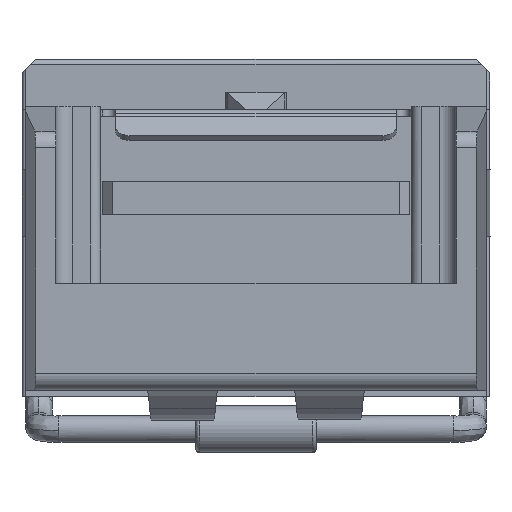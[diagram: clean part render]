
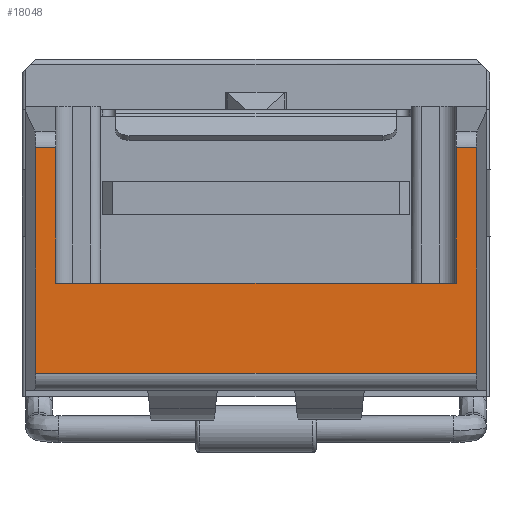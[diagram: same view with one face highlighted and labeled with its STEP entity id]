
A CAD part, left-side view. The second image highlights one B-rep face of the part: STEP entity #18048.
In plain terms, the highlighted planar face has unit normal (-1, 0, 0).
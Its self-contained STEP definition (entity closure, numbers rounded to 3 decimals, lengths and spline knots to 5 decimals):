
#558 = ORIENTED_EDGE ( 'NONE', *, *, #32518, .F. ) ;
#673 = VECTOR ( 'NONE', #8509, 39.37008 ) ;
#1151 = EDGE_CURVE ( 'NONE', #41383, #7296, #24408, .T. ) ;
#1458 = DIRECTION ( 'NONE',  ( 0., 0., -1. ) ) ;
#1581 = ORIENTED_EDGE ( 'NONE', *, *, #12103, .F. ) ;
#1936 = LINE ( 'NONE', #10945, #23795 ) ;
#2384 = VECTOR ( 'NONE', #21365, 39.37008 ) ;
#2588 = LINE ( 'NONE', #2780, #22968 ) ;
#2780 = CARTESIAN_POINT ( 'NONE',  ( -1.24053, -0.15866, 0.33861 ) ) ;
#2960 = VERTEX_POINT ( 'NONE', #36105 ) ;
#5462 = CARTESIAN_POINT ( 'NONE',  ( -1.24053, 0.36496, 0.11859 ) ) ;
#7296 = VERTEX_POINT ( 'NONE', #38928 ) ;
#7453 = EDGE_CURVE ( 'NONE', #8733, #15816, #18455, .T. ) ;
#7487 = VERTEX_POINT ( 'NONE', #34110 ) ;
#8151 = CARTESIAN_POINT ( 'NONE',  ( -1.24053, 0.3374, 0.16732 ) ) ;
#8509 = DIRECTION ( 'NONE',  ( 0., 0., 1. ) ) ;
#8733 = VERTEX_POINT ( 'NONE', #14874 ) ;
#9002 = PLANE ( 'NONE',  #11593 ) ;
#10015 = ORIENTED_EDGE ( 'NONE', *, *, #17928, .F. ) ;
#10690 = DIRECTION ( 'NONE',  ( 0., 0., 1. ) ) ;
#10868 = ORIENTED_EDGE ( 'NONE', *, *, #33276, .F. ) ;
#10873 = EDGE_CURVE ( 'NONE', #7296, #7487, #15812, .T. ) ;
#10945 = CARTESIAN_POINT ( 'NONE',  ( -1.24053, 0.36496, -0.04134 ) ) ;
#10983 = CARTESIAN_POINT ( 'NONE',  ( -1.24053, 0.36102, -0.14764 ) ) ;
#11306 = EDGE_CURVE ( 'NONE', #15816, #13938, #2588, .T. ) ;
#11593 = AXIS2_PLACEMENT_3D ( 'NONE', #24289, #31144, #33886 ) ;
#12093 = CARTESIAN_POINT ( 'NONE',  ( -1.24053, -0.13504, -0.04134 ) ) ;
#12103 = EDGE_CURVE ( 'NONE', #13938, #41383, #26233, .T. ) ;
#12372 = VECTOR ( 'NONE', #1458, 39.37008 ) ;
#12630 = CARTESIAN_POINT ( 'NONE',  ( -1.24053, -0.15866, -0.14764 ) ) ;
#13938 = VERTEX_POINT ( 'NONE', #12630 ) ;
#14874 = CARTESIAN_POINT ( 'NONE',  ( -1.24053, -0.13504, 0.11859 ) ) ;
#15289 = CARTESIAN_POINT ( 'NONE',  ( -1.24053, -0.15866, 0.11859 ) ) ;
#15812 = LINE ( 'NONE', #40888, #26239 ) ;
#15816 = VERTEX_POINT ( 'NONE', #15289 ) ;
#17795 = LINE ( 'NONE', #8151, #12372 ) ;
#17928 = EDGE_CURVE ( 'NONE', #24109, #8733, #39748, .T. ) ;
#18048 = ADVANCED_FACE ( 'NONE', ( #31334 ), #9002, .F. ) ;
#18455 = LINE ( 'NONE', #5462, #2384 ) ;
#18920 = VECTOR ( 'NONE', #10690, 39.37008 ) ;
#20389 = DIRECTION ( 'NONE',  ( 0., 1., 0. ) ) ;
#21365 = DIRECTION ( 'NONE',  ( 0., -1., 0. ) ) ;
#22968 = VECTOR ( 'NONE', #31001, 39.37008 ) ;
#23306 = CARTESIAN_POINT ( 'NONE',  ( -1.24053, -0.1626, -0.14764 ) ) ;
#23795 = VECTOR ( 'NONE', #33725, 39.37008 ) ;
#24109 = VERTEX_POINT ( 'NONE', #12093 ) ;
#24289 = CARTESIAN_POINT ( 'NONE',  ( -1.24053, 0.36496, 0.16732 ) ) ;
#24408 = LINE ( 'NONE', #37150, #673 ) ;
#26134 = ORIENTED_EDGE ( 'NONE', *, *, #7453, .F. ) ;
#26233 = LINE ( 'NONE', #23306, #29662 ) ;
#26239 = VECTOR ( 'NONE', #37944, 39.37008 ) ;
#27520 = ORIENTED_EDGE ( 'NONE', *, *, #1151, .F. ) ;
#29662 = VECTOR ( 'NONE', #20389, 39.37008 ) ;
#30101 = CARTESIAN_POINT ( 'NONE',  ( -1.24053, -0.13504, 0.16732 ) ) ;
#31001 = DIRECTION ( 'NONE',  ( 0., 0., -1. ) ) ;
#31144 = DIRECTION ( 'NONE',  ( 1., 0., 0. ) ) ;
#31334 = FACE_OUTER_BOUND ( 'NONE', #39949, .T. ) ;
#31424 = ORIENTED_EDGE ( 'NONE', *, *, #11306, .F. ) ;
#32518 = EDGE_CURVE ( 'NONE', #7487, #2960, #17795, .T. ) ;
#33276 = EDGE_CURVE ( 'NONE', #2960, #24109, #1936, .T. ) ;
#33725 = DIRECTION ( 'NONE',  ( 0., -1., 0. ) ) ;
#33886 = DIRECTION ( 'NONE',  ( 0., 0., -1. ) ) ;
#34110 = CARTESIAN_POINT ( 'NONE',  ( -1.24053, 0.3374, 0.11859 ) ) ;
#35482 = ORIENTED_EDGE ( 'NONE', *, *, #10873, .F. ) ;
#36105 = CARTESIAN_POINT ( 'NONE',  ( -1.24053, 0.3374, -0.04134 ) ) ;
#37150 = CARTESIAN_POINT ( 'NONE',  ( -1.24053, 0.36102, 0.33861 ) ) ;
#37944 = DIRECTION ( 'NONE',  ( 0., -1., 0. ) ) ;
#38928 = CARTESIAN_POINT ( 'NONE',  ( -1.24053, 0.36102, 0.11859 ) ) ;
#39748 = LINE ( 'NONE', #30101, #18920 ) ;
#39949 = EDGE_LOOP ( 'NONE', ( #1581, #31424, #26134, #10015, #10868, #558, #35482, #27520 ) ) ;
#40888 = CARTESIAN_POINT ( 'NONE',  ( -1.24053, 0.36496, 0.11859 ) ) ;
#41383 = VERTEX_POINT ( 'NONE', #10983 ) ;
